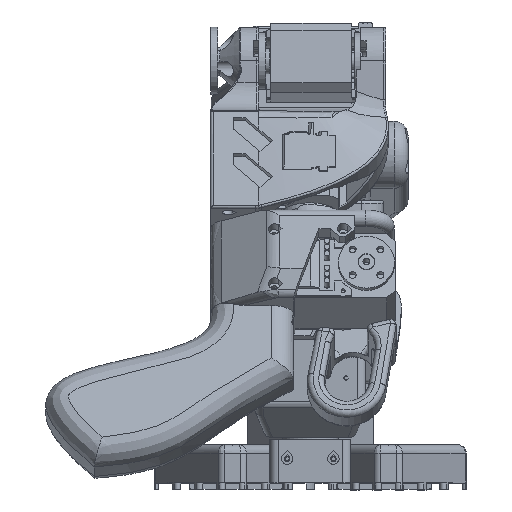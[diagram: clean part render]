
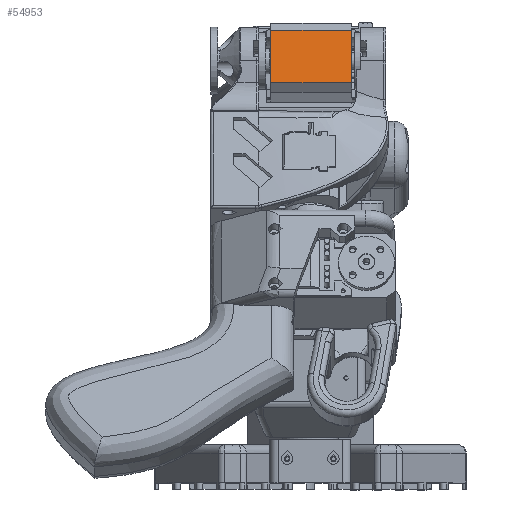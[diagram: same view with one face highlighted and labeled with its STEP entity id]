
A CAD part, top view. The second image highlights one B-rep face of the part: STEP entity #54953.
In plain terms, the highlighted face is planar.
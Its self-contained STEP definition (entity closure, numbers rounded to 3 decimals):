
#5010=FACE_OUTER_BOUND('',#8290,.T.);
#8290=EDGE_LOOP('',(#47703,#47704,#47705,#47706));
#15163=LINE('',#98685,#20661);
#15164=LINE('',#98687,#20662);
#15165=LINE('',#98689,#20663);
#15166=LINE('',#98690,#20664);
#20661=VECTOR('',#72456,18.8);
#20662=VECTOR('',#72457,28.8);
#20663=VECTOR('',#72458,18.8);
#20664=VECTOR('',#72459,28.8);
#25717=VERTEX_POINT('',#98683);
#25718=VERTEX_POINT('',#98684);
#25719=VERTEX_POINT('',#98686);
#25720=VERTEX_POINT('',#98688);
#33197=EDGE_CURVE('',#25717,#25718,#15163,.T.);
#33198=EDGE_CURVE('',#25717,#25719,#15164,.T.);
#33199=EDGE_CURVE('',#25719,#25720,#15165,.T.);
#33200=EDGE_CURVE('',#25718,#25720,#15166,.T.);
#47703=ORIENTED_EDGE('',*,*,#33197,.F.);
#47704=ORIENTED_EDGE('',*,*,#33198,.T.);
#47705=ORIENTED_EDGE('',*,*,#33199,.T.);
#47706=ORIENTED_EDGE('',*,*,#33200,.F.);
#52250=PLANE('',#59421);
#54953=ADVANCED_FACE('',(#5010),#52250,.F.);
#59421=AXIS2_PLACEMENT_3D('',#98682,#72454,#72455);
#72454=DIRECTION('center_axis',(-1.,0.,0.));
#72455=DIRECTION('ref_axis',(0.,0.,1.));
#72456=DIRECTION('',(0.,1.,0.));
#72457=DIRECTION('',(0.,0.,-1.));
#72458=DIRECTION('',(0.,1.,0.));
#72459=DIRECTION('',(0.,0.,-1.));
#98682=CARTESIAN_POINT('Origin',(22.7,-12.4,17.));
#98683=CARTESIAN_POINT('',(22.7,-9.4,14.4));
#98684=CARTESIAN_POINT('',(22.7,9.4,14.4));
#98685=CARTESIAN_POINT('',(22.7,-9.4,14.4));
#98686=CARTESIAN_POINT('',(22.7,-9.4,-14.4));
#98687=CARTESIAN_POINT('',(22.7,-9.4,14.4));
#98688=CARTESIAN_POINT('',(22.7,9.4,-14.4));
#98689=CARTESIAN_POINT('',(22.7,-9.4,-14.4));
#98690=CARTESIAN_POINT('',(22.7,9.4,14.4));
